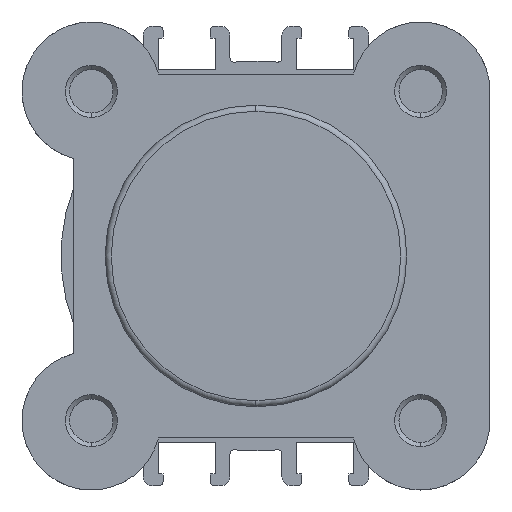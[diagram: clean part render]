
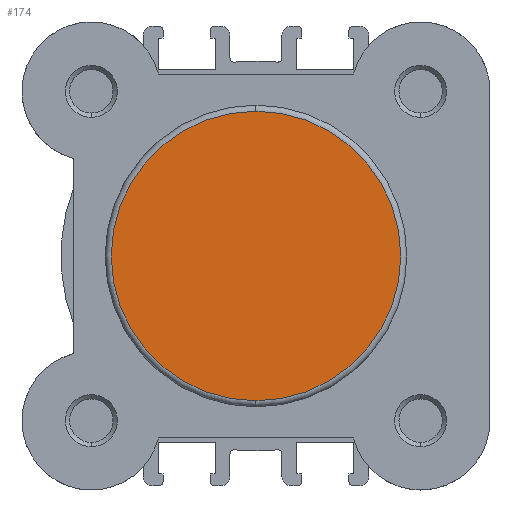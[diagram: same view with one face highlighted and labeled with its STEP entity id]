
A CAD part, left-side view. The second image highlights one B-rep face of the part: STEP entity #174.
In plain terms, the highlighted planar face has unit normal (-1, 0, 0).
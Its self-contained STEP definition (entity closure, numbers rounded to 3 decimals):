
#174 = ADVANCED_FACE ( 'NONE', ( #363 ), #6924, .T. ) ;
#363 = FACE_OUTER_BOUND ( 'NONE', #5633, .T. ) ;
#738 = CIRCLE ( 'NONE', #4772, 16.7 ) ;
#1035 = CIRCLE ( 'NONE', #4843, 16.7 ) ;
#1355 = CARTESIAN_POINT ( 'NONE',  ( 0., 0., 0. ) ) ;
#1356 = DIRECTION ( 'NONE',  ( -1., 0., 0. ) ) ;
#1357 = DIRECTION ( 'NONE',  ( 0., 0., 1. ) ) ;
#1796 = CARTESIAN_POINT ( 'NONE',  ( 0., 0., 0. ) ) ;
#1797 = DIRECTION ( 'NONE',  ( -1., 0., 0. ) ) ;
#1798 = DIRECTION ( 'NONE',  ( 0., 0., 1. ) ) ;
#3259 = CARTESIAN_POINT ( 'NONE',  ( 0., 0., -16.7 ) ) ;
#3260 = CARTESIAN_POINT ( 'NONE',  ( 0., 0., 16.7 ) ) ;
#3516 = EDGE_CURVE ( 'NONE', #6384, #6383, #738, .T. ) ;
#4152 = EDGE_CURVE ( 'NONE', #6383, #6384, #1035, .T. ) ;
#4601 = AXIS2_PLACEMENT_3D ( 'NONE', #6927, #6937, #6938 ) ;
#4772 = AXIS2_PLACEMENT_3D ( 'NONE', #1355, #1356, #1357 ) ;
#4843 = AXIS2_PLACEMENT_3D ( 'NONE', #1796, #1797, #1798 ) ;
#5502 = ORIENTED_EDGE ( 'NONE', *, *, #3516, .T. ) ;
#5503 = ORIENTED_EDGE ( 'NONE', *, *, #4152, .T. ) ;
#5633 = EDGE_LOOP ( 'NONE', ( #5502, #5503 ) ) ;
#6383 = VERTEX_POINT ( 'NONE', #3259 ) ;
#6384 = VERTEX_POINT ( 'NONE', #3260 ) ;
#6924 = PLANE ( 'NONE',  #4601 ) ;
#6927 = CARTESIAN_POINT ( 'NONE',  ( 0., -17.4, 0. ) ) ;
#6937 = DIRECTION ( 'NONE',  ( -1., 0., 0. ) ) ;
#6938 = DIRECTION ( 'NONE',  ( 0., 0., 1. ) ) ;
